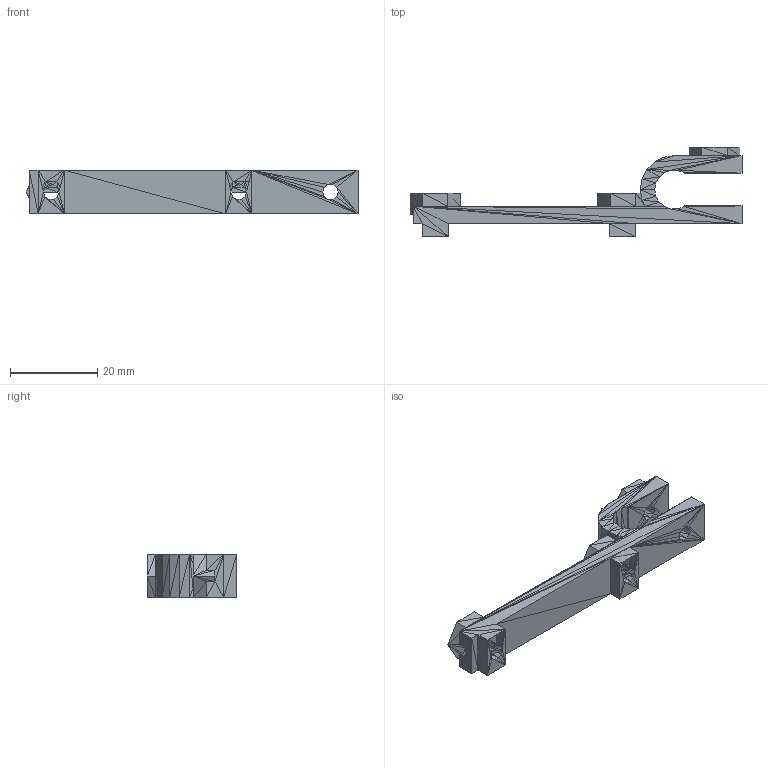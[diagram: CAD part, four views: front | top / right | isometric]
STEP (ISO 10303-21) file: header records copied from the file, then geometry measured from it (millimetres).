
FILE_DESCRIPTION(('FreeCAD Model'),'2;1');
FILE_NAME('sanguinololu-holder.stp', '2011-11-21T21:43:11',('FreeCAD'),('FreeCAD'), 'Open CASCADE STEP processor 6.3','FreeCAD','Unknown');
FILE_SCHEMA(('AUTOMOTIVE_DESIGN_CC2 { 1 2 10303 214 -1 1 5 4 }'));
Length unit declared in the file: millimetre
Products named in the file (1): Open CASCADE STEP translator 6.3 11
Bounding box: 76.07 x 20.5 x 10 mm (x, y, z)
Surface area: 3671.5 mm2 (no closed solid volume)
Topology: 0 solids, 1 shells, 470 faces, 718 edges, 238 vertices
Faces by surface type: plane 470
Entity records: 17740 total; most frequent: CARTESIAN_POINT 3529, DIRECTION 2378, LINE 1436, VECTOR 1436, ORIENTED_EDGE 1410, PCURVE 1410, DEFINITIONAL_REPRESENTATION 1410, EDGE_CURVE 718
